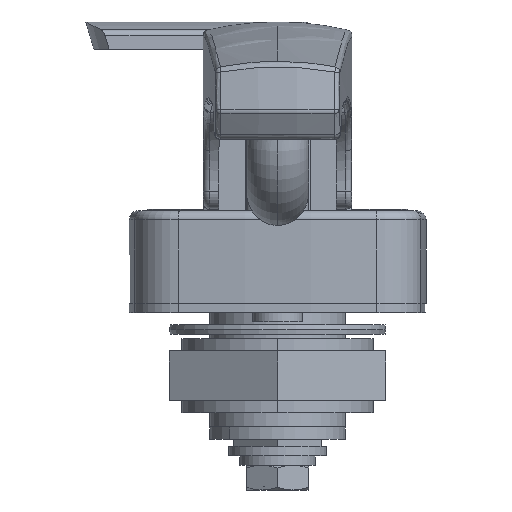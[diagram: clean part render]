
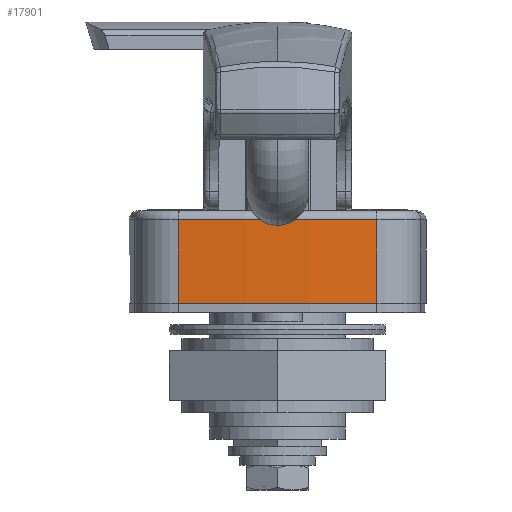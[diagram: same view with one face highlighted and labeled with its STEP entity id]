
A CAD part, front view. The second image highlights one B-rep face of the part: STEP entity #17901.
In plain terms, the highlighted cylindrical face has radius 150 mm (diameter 300 mm), a partial arc.
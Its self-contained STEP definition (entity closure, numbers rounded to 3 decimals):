
#1025 = ORIENTED_EDGE ( 'NONE', *, *, #9294, .T. ) ;
#1214 = DIRECTION ( 'NONE',  ( 1., 0., 0. ) ) ;
#1356 = ORIENTED_EDGE ( 'NONE', *, *, #21931, .F. ) ;
#1700 = DIRECTION ( 'NONE',  ( 1., 0., 0. ) ) ;
#2269 = DIRECTION ( 'NONE',  ( 0., 0., -1. ) ) ;
#2721 = VERTEX_POINT ( 'NONE', #10760 ) ;
#2883 = DIRECTION ( 'NONE',  ( 0., 0., 1. ) ) ;
#3382 = CARTESIAN_POINT ( 'NONE',  ( 0., 119.5, -15. ) ) ;
#4159 = VERTEX_POINT ( 'NONE', #24481 ) ;
#4217 = AXIS2_PLACEMENT_3D ( 'NONE', #4231, #2269, #10051 ) ;
#4231 = CARTESIAN_POINT ( 'NONE',  ( 0., 119.5, -1.5 ) ) ;
#5152 = DIRECTION ( 'NONE',  ( 0., 0., 1. ) ) ;
#6532 = EDGE_CURVE ( 'NONE', #4159, #12763, #23348, .T. ) ;
#7142 = EDGE_CURVE ( 'NONE', #22400, #4159, #22720, .T. ) ;
#9193 = VECTOR ( 'NONE', #9312, 1000. ) ;
#9267 = LINE ( 'NONE', #18150, #20541 ) ;
#9294 = EDGE_CURVE ( 'NONE', #2721, #22400, #16479, .T. ) ;
#9312 = DIRECTION ( 'NONE',  ( 0., 0., 1. ) ) ;
#10051 = DIRECTION ( 'NONE',  ( -1., 0., 0. ) ) ;
#10760 = CARTESIAN_POINT ( 'NONE',  ( -16.05, -29.639, -15. ) ) ;
#11073 = CARTESIAN_POINT ( 'NONE',  ( 0., 119.5, -15. ) ) ;
#12763 = VERTEX_POINT ( 'NONE', #23086 ) ;
#13441 = EDGE_LOOP ( 'NONE', ( #13587, #17934, #1356, #1025 ) ) ;
#13587 = ORIENTED_EDGE ( 'NONE', *, *, #7142, .T. ) ;
#14487 = CYLINDRICAL_SURFACE ( 'NONE', #14994, 150. ) ;
#14512 = DIRECTION ( 'NONE',  ( 0., 0., 1. ) ) ;
#14994 = AXIS2_PLACEMENT_3D ( 'NONE', #3382, #2883, #1214 ) ;
#16093 = CARTESIAN_POINT ( 'NONE',  ( 16.05, -29.639, -15. ) ) ;
#16479 = CIRCLE ( 'NONE', #17436, 150. ) ;
#17436 = AXIS2_PLACEMENT_3D ( 'NONE', #11073, #5152, #1700 ) ;
#17901 = ADVANCED_FACE ( 'NONE', ( #22655 ), #14487, .T. ) ;
#17934 = ORIENTED_EDGE ( 'NONE', *, *, #6532, .T. ) ;
#18150 = CARTESIAN_POINT ( 'NONE',  ( -16.05, -29.639, -15. ) ) ;
#19116 = CARTESIAN_POINT ( 'NONE',  ( 16.05, -29.639, -15. ) ) ;
#20541 = VECTOR ( 'NONE', #14512, 1000. ) ;
#21931 = EDGE_CURVE ( 'NONE', #2721, #12763, #9267, .T. ) ;
#22400 = VERTEX_POINT ( 'NONE', #16093 ) ;
#22655 = FACE_OUTER_BOUND ( 'NONE', #13441, .T. ) ;
#22720 = LINE ( 'NONE', #19116, #9193 ) ;
#23086 = CARTESIAN_POINT ( 'NONE',  ( -16.05, -29.639, -1.5 ) ) ;
#23348 = CIRCLE ( 'NONE', #4217, 150. ) ;
#24481 = CARTESIAN_POINT ( 'NONE',  ( 16.05, -29.639, -1.5 ) ) ;
